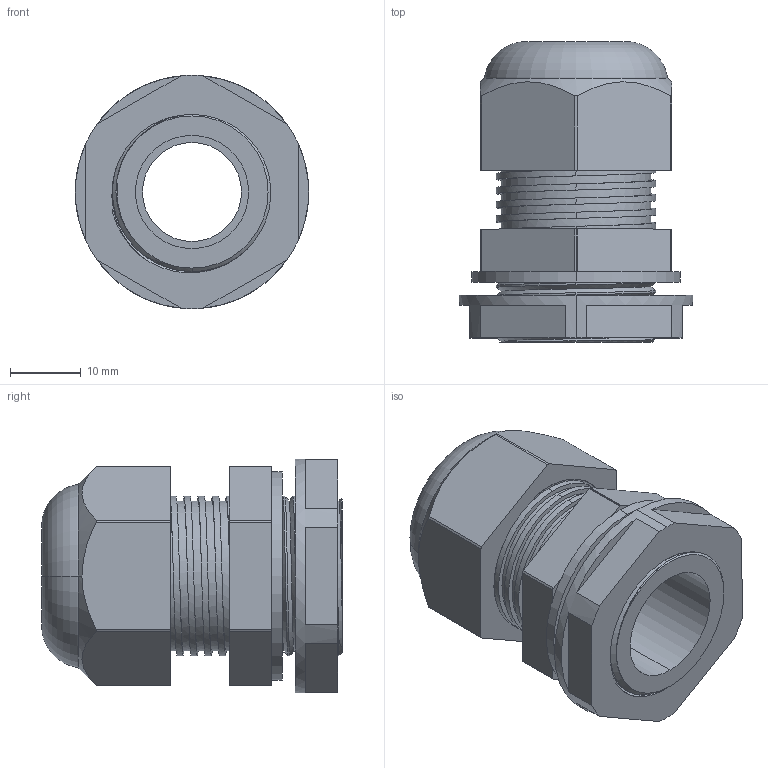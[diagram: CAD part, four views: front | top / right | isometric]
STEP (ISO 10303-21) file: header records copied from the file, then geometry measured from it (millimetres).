
FILE_DESCRIPTION (( 'STEP AP203' ), '1' );
FILE_NAME ('BMX-15-W.step', '2016-02-11T13:27:42', ( '' ), ( '' ), 'SwSTEP 2.0', 'SolidWorks 2015', '' );
FILE_SCHEMA (( 'CONFIG_CONTROL_DESIGN' ));
Length unit declared in the file: millimetre
Products named in the file (1): BMX-15-W
Bounding box: 33 x 42.49 x 33 mm (x, y, z)
Volume: 15324.8 mm3; surface area: 14555.6 mm2
Topology: 5 solids, 5 shells, 205 faces, 574 edges, 381 vertices
Faces by surface type: plane 99, cylinder 82, bspline 11, cone 9, torus 4
Entity records: 11673 total; most frequent: CARTESIAN_POINT 6565, ORIENTED_EDGE 1148, DIRECTION 988, EDGE_CURVE 574, VERTEX_POINT 381, AXIS2_PLACEMENT_3D 361, LINE 266, VECTOR 266
